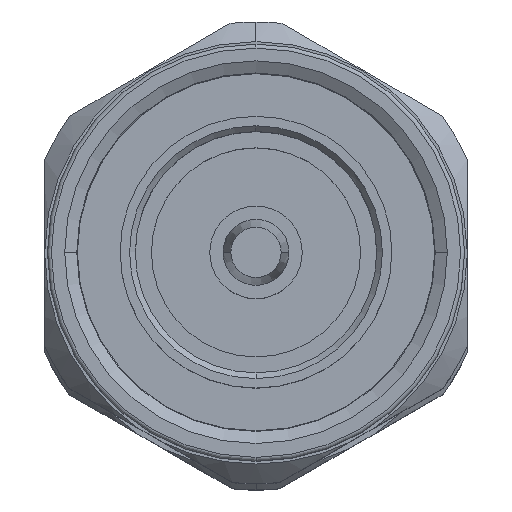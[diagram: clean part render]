
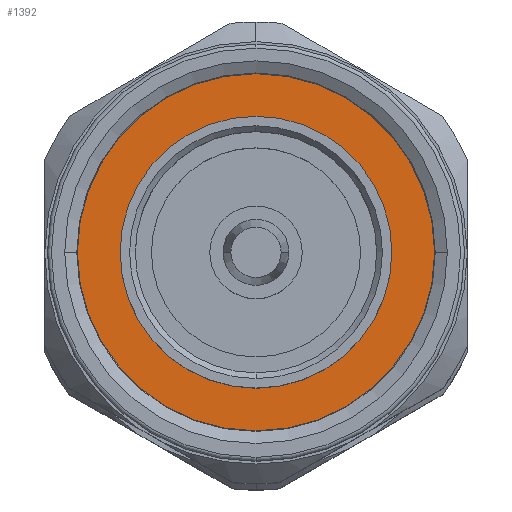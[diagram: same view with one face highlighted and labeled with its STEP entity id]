
A CAD part, top view. The second image highlights one B-rep face of the part: STEP entity #1392.
In plain terms, the highlighted face is planar.
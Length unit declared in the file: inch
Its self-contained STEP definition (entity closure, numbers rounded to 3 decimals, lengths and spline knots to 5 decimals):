
#19 = CARTESIAN_POINT ( 'NONE',  ( -0.42913, 0., 0. ) ) ;
#78 = AXIS2_PLACEMENT_3D ( 'NONE', #5132, #512, #919 ) ;
#190 = VERTEX_POINT ( 'NONE', #3683 ) ;
#253 = AXIS2_PLACEMENT_3D ( 'NONE', #5418, #1252, #1477 ) ;
#280 = DIRECTION ( 'NONE',  ( 0., 0., -1. ) ) ;
#286 = CARTESIAN_POINT ( 'NONE',  ( -0.42913, 0., 0.40551 ) ) ;
#512 = DIRECTION ( 'NONE',  ( 1., 0., 0. ) ) ;
#539 = EDGE_CURVE ( 'NONE', #190, #1983, #4117, .T. ) ;
#551 = AXIS2_PLACEMENT_3D ( 'NONE', #19, #2041, #1273 ) ;
#908 = ORIENTED_EDGE ( 'NONE', *, *, #539, .T. ) ;
#919 = DIRECTION ( 'NONE',  ( 0., 0., -1. ) ) ;
#996 = AXIS2_PLACEMENT_3D ( 'NONE', #1474, #5297, #3173 ) ;
#1252 = DIRECTION ( 'NONE',  ( 1., 0., 0. ) ) ;
#1273 = DIRECTION ( 'NONE',  ( 0., 0., -1. ) ) ;
#1392 = ADVANCED_FACE ( 'NONE', ( #2053, #3777 ), #3745, .F. ) ;
#1474 = CARTESIAN_POINT ( 'NONE',  ( -0.42913, 0., 0. ) ) ;
#1477 = DIRECTION ( 'NONE',  ( 0., 0., -1. ) ) ;
#1673 = ORIENTED_EDGE ( 'NONE', *, *, #4880, .T. ) ;
#1983 = VERTEX_POINT ( 'NONE', #286 ) ;
#2041 = DIRECTION ( 'NONE',  ( 1., 0., 0. ) ) ;
#2053 = FACE_OUTER_BOUND ( 'NONE', #3654, .T. ) ;
#2556 = AXIS2_PLACEMENT_3D ( 'NONE', #2838, #4519, #280 ) ;
#2658 = CIRCLE ( 'NONE', #551, 0.57237 ) ;
#2838 = CARTESIAN_POINT ( 'NONE',  ( -0.42913, 0., 0. ) ) ;
#2850 = ORIENTED_EDGE ( 'NONE', *, *, #4275, .F. ) ;
#3091 = ORIENTED_EDGE ( 'NONE', *, *, #3953, .F. ) ;
#3173 = DIRECTION ( 'NONE',  ( 0., 0., -1. ) ) ;
#3276 = VERTEX_POINT ( 'NONE', #3826 ) ;
#3654 = EDGE_LOOP ( 'NONE', ( #3091, #2850 ) ) ;
#3683 = CARTESIAN_POINT ( 'NONE',  ( -0.42913, 0., -0.40551 ) ) ;
#3745 = PLANE ( 'NONE',  #253 ) ;
#3777 = FACE_BOUND ( 'NONE', #4221, .T. ) ;
#3826 = CARTESIAN_POINT ( 'NONE',  ( -0.42913, 0., -0.57237 ) ) ;
#3859 = VERTEX_POINT ( 'NONE', #5311 ) ;
#3953 = EDGE_CURVE ( 'NONE', #3276, #3859, #5203, .T. ) ;
#4117 = CIRCLE ( 'NONE', #78, 0.40551 ) ;
#4221 = EDGE_LOOP ( 'NONE', ( #908, #1673 ) ) ;
#4275 = EDGE_CURVE ( 'NONE', #3859, #3276, #2658, .T. ) ;
#4514 = CIRCLE ( 'NONE', #996, 0.40551 ) ;
#4519 = DIRECTION ( 'NONE',  ( 1., 0., 0. ) ) ;
#4880 = EDGE_CURVE ( 'NONE', #1983, #190, #4514, .T. ) ;
#5132 = CARTESIAN_POINT ( 'NONE',  ( -0.42913, 0., 0. ) ) ;
#5203 = CIRCLE ( 'NONE', #2556, 0.57237 ) ;
#5297 = DIRECTION ( 'NONE',  ( 1., 0., 0. ) ) ;
#5311 = CARTESIAN_POINT ( 'NONE',  ( -0.42913, 0., 0.57237 ) ) ;
#5418 = CARTESIAN_POINT ( 'NONE',  ( -0.42913, 0.57237, 0. ) ) ;
